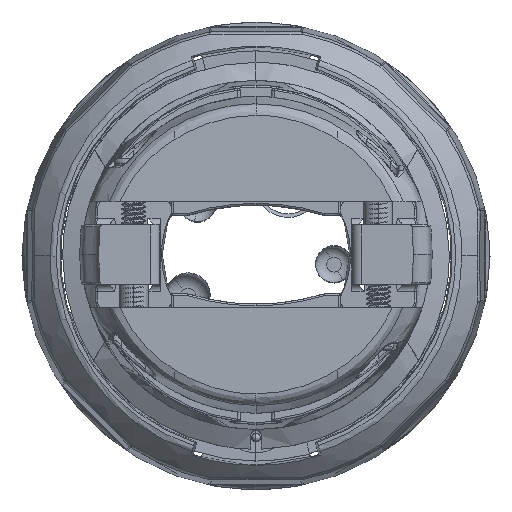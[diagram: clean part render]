
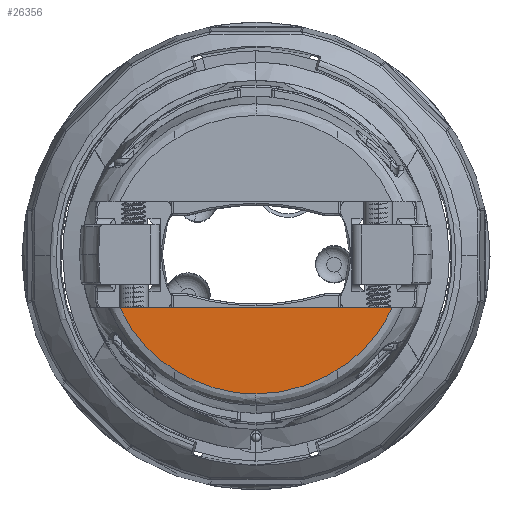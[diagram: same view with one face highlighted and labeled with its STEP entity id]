
A CAD part, top view. The second image highlights one B-rep face of the part: STEP entity #26356.
In plain terms, the highlighted planar face has unit normal (0, -0.009, 1).
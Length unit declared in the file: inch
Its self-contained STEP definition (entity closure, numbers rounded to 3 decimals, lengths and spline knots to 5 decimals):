
#1603 = DIRECTION ( 'NONE',  ( -1., 0., 0. ) ) ;
#1968 = ORIENTED_EDGE ( 'NONE', *, *, #11518, .T. ) ;
#2788 = LINE ( 'NONE', #65873, #122920 ) ;
#3451 = DIRECTION ( 'NONE',  ( -1., 0., 0. ) ) ;
#3760 = ORIENTED_EDGE ( 'NONE', *, *, #83134, .T. ) ;
#4079 = VERTEX_POINT ( 'NONE', #79101 ) ;
#4648 = CARTESIAN_POINT ( 'NONE',  ( -0.89081, -1.21597, 11.21054 ) ) ;
#5676 = CARTESIAN_POINT ( 'NONE',  ( 0.6239, -1.35631, 11.20931 ) ) ;
#6334 = CARTESIAN_POINT ( 'NONE',  ( 1.15688, -1.00465, 11.21238 ) ) ;
#7682 = CARTESIAN_POINT ( 'NONE',  ( 0.51779, -1.39746, 11.20896 ) ) ;
#11518 = EDGE_CURVE ( 'NONE', #4079, #46097, #63112, .T. ) ;
#14926 = CARTESIAN_POINT ( 'NONE',  ( -0.98416, -1.15137, 11.2111 ) ) ;
#15630 = CARTESIAN_POINT ( 'NONE',  ( -0.48186, -1.40996, 11.20885 ) ) ;
#16305 = CARTESIAN_POINT ( 'NONE',  ( -0.07624, -1.48536, 11.20819 ) ) ;
#16640 = CARTESIAN_POINT ( 'NONE',  ( 0.07609, -1.48536, 11.20819 ) ) ;
#16733 = ORIENTED_EDGE ( 'NONE', *, *, #128407, .T. ) ;
#17287 = CARTESIAN_POINT ( 'NONE',  ( 0.82623, -1.25556, 11.21019 ) ) ;
#23869 = CARTESIAN_POINT ( 'NONE',  ( -1.38446, -0.70323, 11.21501 ) ) ;
#25564 = CARTESIAN_POINT ( 'NONE',  ( -0.00004, -1.48539, 11.20819 ) ) ;
#26356 = ADVANCED_FACE ( 'NONE', ( #86287 ), #44420, .T. ) ;
#27251 = CARTESIAN_POINT ( 'NONE',  ( -0.37335, -1.44229, 11.20856 ) ) ;
#27591 = CARTESIAN_POINT ( 'NONE',  ( 1.01456, -1.12839, 11.2113 ) ) ;
#28257 = CARTESIAN_POINT ( 'NONE',  ( 1.1022, -1.0563, 11.21193 ) ) ;
#32738 = DIRECTION ( 'NONE',  ( -1., 0., 0. ) ) ;
#33495 = CARTESIAN_POINT ( 'NONE',  ( -1.01459, -1.12836, 11.2113 ) ) ;
#34162 = CARTESIAN_POINT ( 'NONE',  ( -0.79377, -1.27394, 11.21003 ) ) ;
#34607 = VERTEX_POINT ( 'NONE', #84954 ) ;
#36554 = CARTESIAN_POINT ( 'NONE',  ( 1.30161, -0.83113, 11.2139 ) ) ;
#37571 = CARTESIAN_POINT ( 'NONE',  ( -0.30002, -1.45837, 11.20842 ) ) ;
#38899 = CARTESIAN_POINT ( 'NONE',  ( -0.51785, -1.39777, 11.20895 ) ) ;
#44420 = PLANE ( 'NONE',  #107333 ) ;
#46097 = VERTEX_POINT ( 'NONE', #114457 ) ;
#46502 = CARTESIAN_POINT ( 'NONE',  ( -0.82654, -1.25537, 11.2102 ) ) ;
#46838 = CARTESIAN_POINT ( 'NONE',  ( 0.79345, -1.27413, 11.21003 ) ) ;
#47499 = CARTESIAN_POINT ( 'NONE',  ( 0.29985, -1.45841, 11.20842 ) ) ;
#47927 = VERTEX_POINT ( 'NONE', #131762 ) ;
#49521 = CARTESIAN_POINT ( 'NONE',  ( 0.98412, -1.15142, 11.2111 ) ) ;
#50425 = B_SPLINE_CURVE_WITH_KNOTS ( 'NONE', 3,
 ( #64377, #98693, #23869, #67086, #86342, #54740, #74745, #118561, #54098, #33495, #14926, #128241, #4648, #46502, #34162, #76083, #65723, #108259, #90433, #38899, #15630, #27251, #37571, #100035, #16305, #109635 ),
 .UNSPECIFIED., .F., .F.,
 ( 4, 2, 2, 2, 2, 2, 2, 2, 2, 2, 2, 2, 4 ),
 ( 0., 0.00579, 0.01159, 0.01449, 0.01738, 0.02028, 0.02318, 0.02608, 0.02897, 0.03187, 0.03477, 0.04056, 0.04636 ),
 .UNSPECIFIED. ) ;
#54098 = CARTESIAN_POINT ( 'NONE',  ( -1.07383, -1.08063, 11.21172 ) ) ;
#54405 = ORIENTED_EDGE ( 'NONE', *, *, #117352, .T. ) ;
#54740 = CARTESIAN_POINT ( 'NONE',  ( -1.1833, -0.97704, 11.21262 ) ) ;
#55340 = DIRECTION ( 'NONE',  ( 0., -0.009, 1. ) ) ;
#57120 = CARTESIAN_POINT ( 'NONE',  ( 1.32328, -0.79968, 11.21417 ) ) ;
#58472 = CARTESIAN_POINT ( 'NONE',  ( 1.18287, -0.97752, 11.21262 ) ) ;
#59135 = CARTESIAN_POINT ( 'NONE',  ( 1.07355, -1.08088, 11.21172 ) ) ;
#63112 = B_SPLINE_CURVE_WITH_KNOTS ( 'NONE', 3,
 ( #25564, #16640, #80450, #47499, #99022, #90769, #109953, #7682, #101697, #90095, #5676, #132625, #122267, #46838, #17287, #88731, #121610, #49521, #27591, #59135, #28257, #6334, #58472, #109283, #70125, #36554, #57120, #79118, #78435, #120237 ),
 .UNSPECIFIED., .F., .F.,
 ( 4, 2, 2, 2, 2, 2, 2, 2, 2, 2, 2, 2, 2, 2, 4 ),
 ( 0., 0.00572, 0.01144, 0.01286, 0.01429, 0.01715, 0.02001, 0.02287, 0.02573, 0.02859, 0.03145, 0.03431, 0.03716, 0.04002, 0.04574 ),
 .UNSPECIFIED. ) ;
#64377 = CARTESIAN_POINT ( 'NONE',  ( -1.45134, -0.56648, 11.21621 ) ) ;
#64674 = CARTESIAN_POINT ( 'NONE',  ( 0.00001, -0.56648, 11.21621 ) ) ;
#65723 = CARTESIAN_POINT ( 'NONE',  ( -0.69302, -1.32526, 11.20959 ) ) ;
#65873 = CARTESIAN_POINT ( 'NONE',  ( 0.00001, -0.56648, 11.21621 ) ) ;
#66698 = LINE ( 'NONE', #64674, #97950 ) ;
#67086 = CARTESIAN_POINT ( 'NONE',  ( -1.3028, -0.83191, 11.21389 ) ) ;
#67734 = EDGE_LOOP ( 'NONE', ( #54405, #1968, #3760, #124244, #16733 ) ) ;
#70125 = CARTESIAN_POINT ( 'NONE',  ( 1.25627, -0.89175, 11.21337 ) ) ;
#74745 = CARTESIAN_POINT ( 'NONE',  ( -1.15732, -1.00419, 11.21239 ) ) ;
#76083 = CARTESIAN_POINT ( 'NONE',  ( -0.72701, -1.30889, 11.20973 ) ) ;
#78435 = CARTESIAN_POINT ( 'NONE',  ( 1.42028, -0.63614, 11.2156 ) ) ;
#79101 = CARTESIAN_POINT ( 'NONE',  ( -0.00004, -1.48539, 11.20819 ) ) ;
#79118 = CARTESIAN_POINT ( 'NONE',  ( 1.38449, -0.70322, 11.21501 ) ) ;
#80450 = CARTESIAN_POINT ( 'NONE',  ( 0.15128, -1.4799, 11.20824 ) ) ;
#83134 = EDGE_CURVE ( 'NONE', #46097, #47927, #2788, .T. ) ;
#84954 = CARTESIAN_POINT ( 'NONE',  ( -1.45134, -0.56648, 11.21621 ) ) ;
#86287 = FACE_OUTER_BOUND ( 'NONE', #67734, .T. ) ;
#86342 = CARTESIAN_POINT ( 'NONE',  ( -1.25768, -0.89238, 11.21336 ) ) ;
#88731 = CARTESIAN_POINT ( 'NONE',  ( 0.89057, -1.21613, 11.21054 ) ) ;
#90095 = CARTESIAN_POINT ( 'NONE',  ( 0.589, -1.37088, 11.20919 ) ) ;
#90433 = CARTESIAN_POINT ( 'NONE',  ( -0.58907, -1.37084, 11.20919 ) ) ;
#90769 = CARTESIAN_POINT ( 'NONE',  ( 0.46376, -1.41536, 11.2088 ) ) ;
#91185 = EDGE_CURVE ( 'NONE', #47927, #115756, #66698, .T. ) ;
#96971 = CARTESIAN_POINT ( 'NONE',  ( -0.88499, -0.56648, 11.21621 ) ) ;
#97950 = VECTOR ( 'NONE', #1603, 39.37008 ) ;
#98624 = CARTESIAN_POINT ( 'NONE',  ( 0.00001, -0.56648, 11.21621 ) ) ;
#98693 = CARTESIAN_POINT ( 'NONE',  ( -1.42028, -0.63609, 11.2156 ) ) ;
#99022 = CARTESIAN_POINT ( 'NONE',  ( 0.37322, -1.44233, 11.20856 ) ) ;
#100035 = CARTESIAN_POINT ( 'NONE',  ( -0.15146, -1.47988, 11.20824 ) ) ;
#101697 = CARTESIAN_POINT ( 'NONE',  ( 0.53573, -1.39102, 11.20901 ) ) ;
#105355 = VECTOR ( 'NONE', #32738, 39.37008 ) ;
#107333 = AXIS2_PLACEMENT_3D ( 'NONE', #98624, #55340, #119173 ) ;
#108259 = CARTESIAN_POINT ( 'NONE',  ( -0.62405, -1.35623, 11.20931 ) ) ;
#109283 = CARTESIAN_POINT ( 'NONE',  ( 1.23254, -0.92104, 11.21311 ) ) ;
#109635 = CARTESIAN_POINT ( 'NONE',  ( -0.00004, -1.48539, 11.20819 ) ) ;
#109953 = CARTESIAN_POINT ( 'NONE',  ( 0.48181, -1.40962, 11.20885 ) ) ;
#114457 = CARTESIAN_POINT ( 'NONE',  ( 1.45137, -0.56648, 11.21621 ) ) ;
#115096 = LINE ( 'NONE', #122174, #105355 ) ;
#115756 = VERTEX_POINT ( 'NONE', #96971 ) ;
#117352 = EDGE_CURVE ( 'NONE', #34607, #4079, #50425, .T. ) ;
#118561 = CARTESIAN_POINT ( 'NONE',  ( -1.10257, -1.05596, 11.21194 ) ) ;
#119173 = DIRECTION ( 'NONE',  ( 0., 1., 0.009 ) ) ;
#120237 = CARTESIAN_POINT ( 'NONE',  ( 1.45137, -0.56648, 11.21621 ) ) ;
#121610 = CARTESIAN_POINT ( 'NONE',  ( 0.92214, -1.19529, 11.21072 ) ) ;
#122174 = CARTESIAN_POINT ( 'NONE',  ( 0.00001, -0.56648, 11.21621 ) ) ;
#122267 = CARTESIAN_POINT ( 'NONE',  ( 0.72672, -1.30904, 11.20973 ) ) ;
#122920 = VECTOR ( 'NONE', #3451, 39.37008 ) ;
#124244 = ORIENTED_EDGE ( 'NONE', *, *, #91185, .T. ) ;
#128241 = CARTESIAN_POINT ( 'NONE',  ( -0.92233, -1.19515, 11.21072 ) ) ;
#128407 = EDGE_CURVE ( 'NONE', #115756, #34607, #115096, .T. ) ;
#131762 = CARTESIAN_POINT ( 'NONE',  ( 0.88501, -0.56648, 11.21621 ) ) ;
#132625 = CARTESIAN_POINT ( 'NONE',  ( 0.69276, -1.32539, 11.20958 ) ) ;
